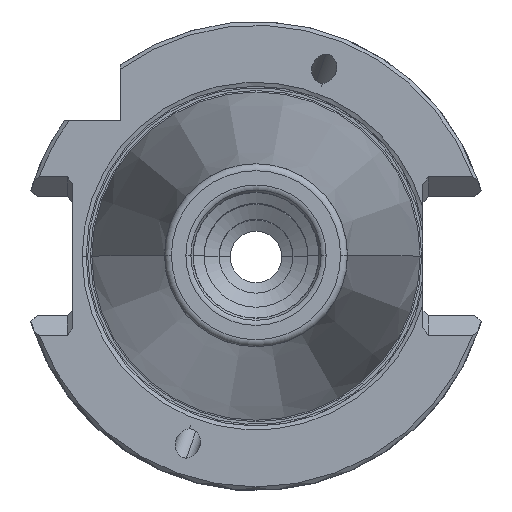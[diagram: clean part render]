
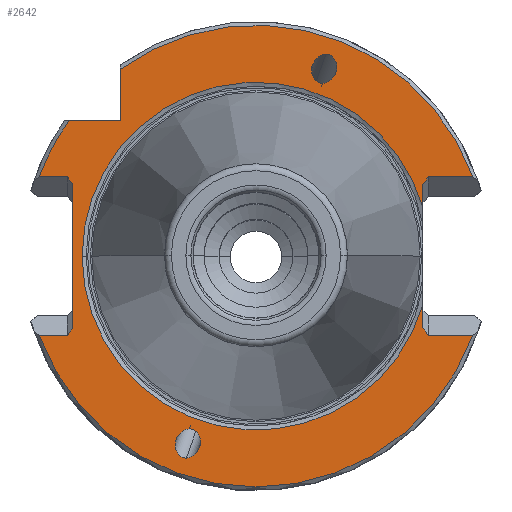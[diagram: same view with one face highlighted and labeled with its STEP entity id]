
A CAD part, top view. The second image highlights one B-rep face of the part: STEP entity #2642.
In plain terms, the highlighted planar face has unit normal (0, 0, 1).
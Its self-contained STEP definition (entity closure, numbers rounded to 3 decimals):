
#968=VERTEX_POINT('NONE',#2872);
#980=EDGE_CURVE('NONE',#2332,#2510,#2886,.T.);
#1006=EDGE_CURVE('NONE',#2108,#2668,#2915,.T.);
#1008=VERTEX_POINT('NONE',#2917);
#1126=VERTEX_POINT('NONE',#3046);
#1206=EDGE_CURVE('NONE',#2702,#968,#3132,.T.);
#1236=EDGE_CURVE('NONE',#2434,#2078,#3165,.T.);
#1288=VERTEX_POINT('NONE',#3220);
#1380=EDGE_CURVE('NONE',#1554,#2156,#3323,.T.);
#1388=VERTEX_POINT('NONE',#3333);
#1394=VERTEX_POINT('NONE',#3339);
#1416=VERTEX_POINT('NONE',#3362);
#1426=EDGE_CURVE('NONE',#1288,#2132,#3373,.T.);
#1472=VERTEX_POINT('NONE',#3424);
#1474=EDGE_CURVE('NONE',#2668,#2108,#3426,.T.);
#1538=EDGE_CURVE('NONE',#1388,#1008,#3500,.T.);
#1554=VERTEX_POINT('NONE',#3517);
#1592=VERTEX_POINT('NONE',#3560);
#1732=VERTEX_POINT('NONE',#3715);
#1826=EDGE_CURVE('NONE',#2434,#2332,#3819,.T.);
#1862=VERTEX_POINT('NONE',#3860);
#1866=EDGE_CURVE('NONE',#968,#1554,#3864,.T.);
#1882=EDGE_CURVE('NONE',#1472,#1862,#3881,.T.);
#1980=EDGE_CURVE('NONE',#1126,#1388,#3990,.T.);
#2078=VERTEX_POINT('NONE',#4101);
#2108=VERTEX_POINT('NONE',#4134);
#2112=EDGE_CURVE('NONE',#1126,#2518,#4138,.T.);
#2132=VERTEX_POINT('NONE',#4159);
#2156=VERTEX_POINT('NONE',#4188);
#2200=EDGE_CURVE('NONE',#1862,#2156,#4240,.T.);
#2234=EDGE_CURVE('NONE',#2702,#1008,#4281,.T.);
#2268=EDGE_CURVE('NONE',#1592,#2510,#4322,.T.);
#2332=VERTEX_POINT('NONE',#4392);
#2372=EDGE_CURVE('NONE',#2132,#1288,#4436,.T.);
#2378=EDGE_CURVE('NONE',#1416,#1592,#4442,.T.);
#2434=VERTEX_POINT('NONE',#4503);
#2482=EDGE_CURVE('NONE',#1394,#1732,#4558,.T.);
#2510=VERTEX_POINT('NONE',#4587);
#2518=VERTEX_POINT('NONE',#4597);
#2642=ADVANCED_FACE('NONE',(#4734,#4735,#4736),#4737,.F.);
#2668=VERTEX_POINT('NONE',#4765);
#2702=VERTEX_POINT('NONE',#4802);
#2724=EDGE_CURVE('NONE',#2518,#1732,#4830,.T.);
#2812=EDGE_CURVE('NONE',#1394,#2078,#4927,.T.);
#2848=EDGE_CURVE('NONE',#1472,#1416,#4966,.T.);
#2872=CARTESIAN_POINT('',(23.35,10.75,-1.));
#2886=CIRCLE('',#5000,31.25);
#2915=(B_SPLINE_CURVE(3,(#5040,#5041,#5042,#5043),.UNSPECIFIED.,.F.,.F.)B_SPLINE_CURVE_WITH_KNOTS((4,4),(0.29,3.431),.UNSPECIFIED.)RATIONAL_B_SPLINE_CURVE((1.0,0.333,0.333,1.0))BOUNDED_CURVE()REPRESENTATION_ITEM('')GEOMETRIC_REPRESENTATION_ITEM()CURVE());
#2917=CARTESIAN_POINT('',(-18.35,25.295,-1.0));
#3046=CARTESIAN_POINT('',(-25.295,18.35,-1.0));
#3132=LINE('',#5377,#5378);
#3165=LINE('',#5430,#5431);
#3220=CARTESIAN_POINT('',(-9.017,-23.397,-1.0));
#3323=LINE('',#5664,#5665);
#3333=CARTESIAN_POINT('',(-18.35,18.35,-1.0));
#3339=CARTESIAN_POINT('',(-24.8,9.689,-1.));
#3362=CARTESIAN_POINT('',(22.6,-9.689,-1.0));
#3373=(B_SPLINE_CURVE(3,(#5756,#5757,#5758,#5759),.UNSPECIFIED.,.F.,.F.)B_SPLINE_CURVE_WITH_KNOTS((4,4),(3.431,6.573),.UNSPECIFIED.)RATIONAL_B_SPLINE_CURVE((1.0,0.333,0.333,1.0))BOUNDED_CURVE()REPRESENTATION_ITEM('')GEOMETRIC_REPRESENTATION_ITEM()CURVE());
#3424=CARTESIAN_POINT('',(22.6,-6.57,-1.));
#3426=(B_SPLINE_CURVE(3,(#5859,#5860,#5861,#5862),.UNSPECIFIED.,.F.,.F.)B_SPLINE_CURVE_WITH_KNOTS((4,4),(3.431,6.573),.UNSPECIFIED.)RATIONAL_B_SPLINE_CURVE((1.0,0.333,0.333,1.0))BOUNDED_CURVE()REPRESENTATION_ITEM('')GEOMETRIC_REPRESENTATION_ITEM()CURVE());
#3500=LINE('',#5985,#5986);
#3517=CARTESIAN_POINT('',(22.6,9.689,-1.));
#3560=CARTESIAN_POINT('',(23.35,-10.75,-1.));
#3715=CARTESIAN_POINT('',(-25.55,10.75,-1.));
#3819=LINE('',#6494,#6495);
#3860=CARTESIAN_POINT('',(-23.536,0.,-1.));
#3864=LINE('',#6552,#6553);
#3881=CIRCLE('',#6578,23.536);
#3990=LINE('',#6739,#6740);
#4101=CARTESIAN_POINT('',(-24.8,-9.689,-1.));
#4134=CARTESIAN_POINT('',(9.452,27.347,-1.0));
#4138=CIRCLE('',#6998,31.25);
#4159=CARTESIAN_POINT('',(-9.452,-27.347,-1.0));
#4188=CARTESIAN_POINT('',(22.6,6.57,-1.0));
#4240=CIRCLE('',#7140,23.536);
#4281=CIRCLE('',#7197,31.25);
#4322=LINE('',#7246,#7247);
#4392=CARTESIAN_POINT('',(-29.343,-10.75,-1.));
#4436=(B_SPLINE_CURVE(3,(#7462,#7463,#7464,#7465),.UNSPECIFIED.,.F.,.F.)B_SPLINE_CURVE_WITH_KNOTS((4,4),(0.29,3.431),.UNSPECIFIED.)RATIONAL_B_SPLINE_CURVE((1.0,0.333,0.333,1.0))BOUNDED_CURVE()REPRESENTATION_ITEM('')GEOMETRIC_REPRESENTATION_ITEM()CURVE());
#4442=LINE('',#7480,#7481);
#4503=CARTESIAN_POINT('',(-25.55,-10.75,-1.));
#4558=LINE('',#7700,#7701);
#4587=CARTESIAN_POINT('',(29.343,-10.75,-1.));
#4597=CARTESIAN_POINT('',(-29.343,10.75,-1.));
#4734=FACE_OUTER_BOUND('',#7996,.T.);
#4735=FACE_BOUND('',#7997,.T.);
#4736=FACE_BOUND('',#7998,.T.);
#4737=PLANE('',#7999);
#4765=CARTESIAN_POINT('',(9.017,23.397,-1.0));
#4802=CARTESIAN_POINT('',(29.343,10.75,-1.));
#4830=LINE('',#8135,#8136);
#4927=LINE('',#8298,#8299);
#4966=LINE('',#8361,#8362);
#5000=AXIS2_PLACEMENT_3D('',#8390,#8391,#8392);
#5040=CARTESIAN_POINT('',(9.452,27.347,-1.0));
#5041=CARTESIAN_POINT('',(6.086,27.347,-1.0));
#5042=CARTESIAN_POINT('',(5.652,23.397,-1.0));
#5043=CARTESIAN_POINT('',(9.017,23.397,-1.0));
#5377=CARTESIAN_POINT('',(124.8,10.75,-1.));
#5378=VECTOR('',#8662,1000.0);
#5430=CARTESIAN_POINT('',(-18.12,-0.243,-1.));
#5431=VECTOR('',#8693,1000.0);
#5664=CARTESIAN_POINT('',(22.6,0.,-1.0));
#5665=VECTOR('',#8852,1000.0);
#5756=CARTESIAN_POINT('',(-9.017,-23.397,-1.0));
#5757=CARTESIAN_POINT('',(-12.383,-23.397,-1.0));
#5758=CARTESIAN_POINT('',(-12.817,-27.347,-1.0));
#5759=CARTESIAN_POINT('',(-9.452,-27.347,-1.0));
#5859=CARTESIAN_POINT('',(9.017,23.397,-1.0));
#5860=CARTESIAN_POINT('',(12.383,23.397,-1.0));
#5861=CARTESIAN_POINT('',(12.817,27.347,-1.0));
#5862=CARTESIAN_POINT('',(9.452,27.347,-1.0));
#5985=CARTESIAN_POINT('',(-18.35,18.35,-1.0));
#5986=VECTOR('',#9058,1000.0);
#6494=CARTESIAN_POINT('',(-61.2,-10.75,-1.));
#6495=VECTOR('',#9429,1000.0);
#6552=CARTESIAN_POINT('',(22.077,8.95,-1.));
#6553=VECTOR('',#9488,1000.0);
#6578=AXIS2_PLACEMENT_3D('',#9507,#9508,#9509);
#6739=CARTESIAN_POINT('',(-38.35,18.35,-1.0));
#6740=VECTOR('',#9636,1000.0);
#6998=AXIS2_PLACEMENT_3D('',#9805,#9806,#9807);
#7140=AXIS2_PLACEMENT_3D('',#9951,#9952,#9953);
#7197=AXIS2_PLACEMENT_3D('',#10014,#10015,#10016);
#7246=CARTESIAN_POINT('',(124.8,-10.75,-1.));
#7247=VECTOR('',#10079,1000.0);
#7462=CARTESIAN_POINT('',(-9.452,-27.347,-1.0));
#7463=CARTESIAN_POINT('',(-6.086,-27.347,-1.0));
#7464=CARTESIAN_POINT('',(-5.652,-23.397,-1.0));
#7465=CARTESIAN_POINT('',(-9.017,-23.397,-1.0));
#7480=CARTESIAN_POINT('',(22.077,-8.95,-1.));
#7481=VECTOR('',#10215,1000.0);
#7700=CARTESIAN_POINT('',(-18.12,0.243,-1.));
#7701=VECTOR('',#10345,1000.0);
#7996=EDGE_LOOP('',(#10527,#10528,#10529,#10530,#10531,#10532,#10533,#10534,#10535,#10536,#10537,#10538,#10539,#10540,#10541,#10542,#10543,#10544));
#7997=EDGE_LOOP('',(#10545,#10546));
#7998=EDGE_LOOP('',(#10547,#10548));
#7999=AXIS2_PLACEMENT_3D('',#10549,#10550,#10551);
#8135=CARTESIAN_POINT('',(-61.2,10.75,-1.));
#8136=VECTOR('',#10652,1000.0);
#8298=CARTESIAN_POINT('',(-24.8,0.,-1.0));
#8299=VECTOR('',#10793,1000.0);
#8361=CARTESIAN_POINT('',(22.6,0.,-1.0));
#8362=VECTOR('',#10831,1000.0);
#8390=CARTESIAN_POINT('',(0.0,0.0,-1.));
#8391=DIRECTION('',(0.0,-0.0,1.0));
#8392=DIRECTION('',(1.0,0.,0.0));
#8662=DIRECTION('',(-1.0,0.,0.0));
#8693=DIRECTION('',(0.577,0.816,0.0));
#8852=DIRECTION('',(0.,-1.0,-0.0));
#9058=DIRECTION('',(0.,1.0,0.0));
#9429=DIRECTION('',(-1.0,0.,0.0));
#9488=DIRECTION('',(-0.577,-0.816,0.0));
#9507=CARTESIAN_POINT('',(0.0,0.0,-1.));
#9508=DIRECTION('',(0.0,0.0,-1.0));
#9509=DIRECTION('',(1.0,0.,0.0));
#9636=DIRECTION('',(1.0,0.,0.0));
#9805=CARTESIAN_POINT('',(0.0,0.0,-1.));
#9806=DIRECTION('',(0.0,-0.0,1.0));
#9807=DIRECTION('',(1.0,0.,0.0));
#9951=CARTESIAN_POINT('',(0.0,0.0,-1.));
#9952=DIRECTION('',(0.0,0.0,-1.0));
#9953=DIRECTION('',(1.0,0.,0.0));
#10014=CARTESIAN_POINT('',(0.0,0.0,-1.));
#10015=DIRECTION('',(0.0,-0.0,1.0));
#10016=DIRECTION('',(1.0,0.,0.0));
#10079=DIRECTION('',(1.0,0.,0.0));
#10215=DIRECTION('',(0.577,-0.816,0.0));
#10345=DIRECTION('',(-0.577,0.816,0.0));
#10527=ORIENTED_EDGE('',*,*,#1980,.F.);
#10528=ORIENTED_EDGE('',*,*,#2112,.T.);
#10529=ORIENTED_EDGE('',*,*,#2724,.T.);
#10530=ORIENTED_EDGE('',*,*,#2482,.F.);
#10531=ORIENTED_EDGE('',*,*,#2812,.T.);
#10532=ORIENTED_EDGE('',*,*,#1236,.F.);
#10533=ORIENTED_EDGE('',*,*,#1826,.T.);
#10534=ORIENTED_EDGE('',*,*,#980,.T.);
#10535=ORIENTED_EDGE('',*,*,#2268,.F.);
#10536=ORIENTED_EDGE('',*,*,#2378,.F.);
#10537=ORIENTED_EDGE('',*,*,#2848,.F.);
#10538=ORIENTED_EDGE('',*,*,#1882,.T.);
#10539=ORIENTED_EDGE('',*,*,#2200,.T.);
#10540=ORIENTED_EDGE('',*,*,#1380,.F.);
#10541=ORIENTED_EDGE('',*,*,#1866,.F.);
#10542=ORIENTED_EDGE('',*,*,#1206,.F.);
#10543=ORIENTED_EDGE('',*,*,#2234,.T.);
#10544=ORIENTED_EDGE('',*,*,#1538,.F.);
#10545=ORIENTED_EDGE('',*,*,#1474,.F.);
#10546=ORIENTED_EDGE('',*,*,#1006,.F.);
#10547=ORIENTED_EDGE('',*,*,#1426,.F.);
#10548=ORIENTED_EDGE('',*,*,#2372,.F.);
#10549=CARTESIAN_POINT('',(0.,-32.5,-1.));
#10550=DIRECTION('',(0.0,0.0,-1.0));
#10551=DIRECTION('',(-1.0,0.0,0.0));
#10652=DIRECTION('',(1.0,0.,0.0));
#10793=DIRECTION('',(0.,-1.0,-0.0));
#10831=DIRECTION('',(0.,-1.0,-0.0));
